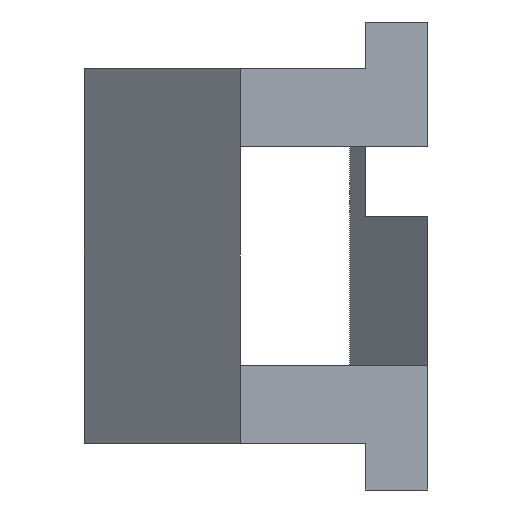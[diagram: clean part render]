
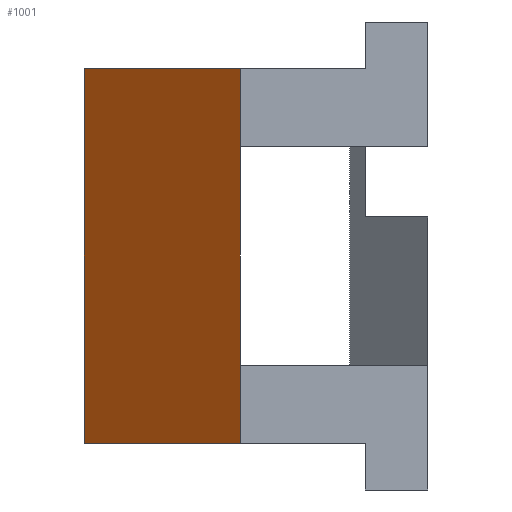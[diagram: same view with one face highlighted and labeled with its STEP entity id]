
A CAD part, left-side view. The second image highlights one B-rep face of the part: STEP entity #1001.
In plain terms, the highlighted planar face has unit normal (-0.762, 0.648, 0).
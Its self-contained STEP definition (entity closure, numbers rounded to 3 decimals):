
#114=ORIENTED_EDGE('',*,*,#386,.T.);
#115=ORIENTED_EDGE('',*,*,#360,.F.);
#116=ORIENTED_EDGE('',*,*,#387,.F.);
#117=ORIENTED_EDGE('',*,*,#388,.F.);
#118=ORIENTED_EDGE('',*,*,#342,.F.);
#119=ORIENTED_EDGE('',*,*,#385,.T.);
#342=EDGE_CURVE('',#484,#485,#578,.T.);
#360=EDGE_CURVE('',#499,#500,#594,.T.);
#385=EDGE_CURVE('',#484,#517,#618,.T.);
#386=EDGE_CURVE('',#517,#500,#619,.T.);
#387=EDGE_CURVE('',#518,#499,#620,.T.);
#388=EDGE_CURVE('',#485,#518,#621,.T.);
#484=VERTEX_POINT('',#1406);
#485=VERTEX_POINT('',#1408);
#499=VERTEX_POINT('',#1446);
#500=VERTEX_POINT('',#1448);
#517=VERTEX_POINT('',#1494);
#518=VERTEX_POINT('',#1499);
#578=LINE('',#1407,#709);
#594=LINE('',#1447,#725);
#618=LINE('',#1495,#749);
#619=LINE('',#1497,#750);
#620=LINE('',#1498,#751);
#621=LINE('',#1500,#752);
#709=VECTOR('',#1142,1000.);
#725=VECTOR('',#1168,1000.);
#749=VECTOR('',#1204,1000.);
#750=VECTOR('',#1207,1000.);
#751=VECTOR('',#1208,1000.);
#752=VECTOR('',#1209,1000.);
#833=EDGE_LOOP('',(#114,#115,#116,#117,#118,#119));
#893=FACE_BOUND('',#833,.T.);
#950=PLANE('',#1069);
#1001=ADVANCED_FACE('',(#893),#950,.F.);
#1069=AXIS2_PLACEMENT_3D('',#1496,#1205,#1206);
#1142=DIRECTION('',(-0.648,-0.762,0.));
#1168=DIRECTION('',(0.,0.,-1.));
#1204=DIRECTION('',(0.,0.,-1.));
#1205=DIRECTION('',(0.762,-0.648,0.));
#1206=DIRECTION('',(0.648,0.762,0.));
#1207=DIRECTION('',(-0.648,-0.762,0.));
#1208=DIRECTION('',(0.,0.,-1.));
#1209=DIRECTION('',(0.,0.,-1.));
#1406=CARTESIAN_POINT('',(8.5,22.,24.));
#1407=CARTESIAN_POINT('',(0.,12.,24.));
#1408=CARTESIAN_POINT('',(0.,12.,24.));
#1446=CARTESIAN_POINT('',(0.,12.,5.));
#1447=CARTESIAN_POINT('',(0.,12.,24.));
#1448=CARTESIAN_POINT('',(0.,12.,0.));
#1494=CARTESIAN_POINT('',(8.5,22.,0.));
#1495=CARTESIAN_POINT('',(8.5,22.,24.));
#1496=CARTESIAN_POINT('',(0.,12.,24.));
#1497=CARTESIAN_POINT('',(0.,12.,0.));
#1498=CARTESIAN_POINT('',(0.,12.,5.));
#1499=CARTESIAN_POINT('',(0.,12.,19.));
#1500=CARTESIAN_POINT('',(0.,12.,24.));
